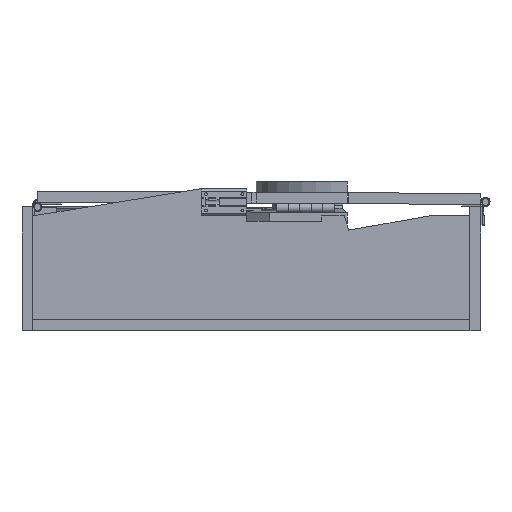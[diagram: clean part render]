
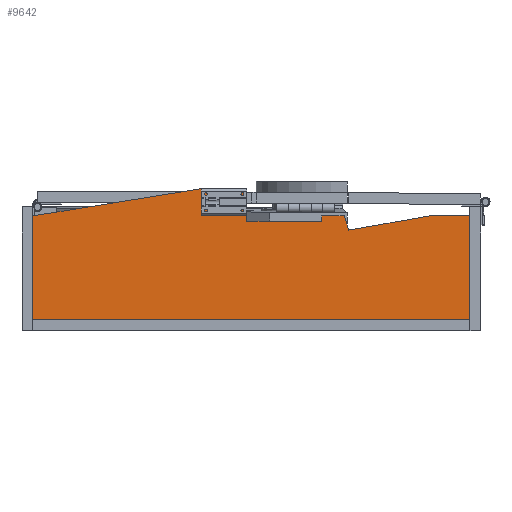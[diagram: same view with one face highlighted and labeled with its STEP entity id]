
A CAD part, front view. The second image highlights one B-rep face of the part: STEP entity #9642.
In plain terms, the highlighted planar face has unit normal (0, -1, 0).
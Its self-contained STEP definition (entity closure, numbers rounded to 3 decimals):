
#868=FACE_OUTER_BOUND('',#1385,.T.);
#1385=EDGE_LOOP('',(#6445,#6446,#6447,#6448,#6449,#6450,#6451,#6452,#6453,
#6454,#6455,#6456,#6457));
#1959=LINE('',#13963,#3007);
#1961=LINE('',#13967,#3009);
#1964=LINE('',#13973,#3012);
#1965=LINE('',#13975,#3013);
#1966=LINE('',#13977,#3014);
#1967=LINE('',#13979,#3015);
#1968=LINE('',#13981,#3016);
#1969=LINE('',#13983,#3017);
#1970=LINE('',#13985,#3018);
#1971=LINE('',#13987,#3019);
#1972=LINE('',#13989,#3020);
#1973=LINE('',#13991,#3021);
#1974=LINE('',#13992,#3022);
#3007=VECTOR('',#11196,10.);
#3009=VECTOR('',#11200,10.);
#3012=VECTOR('',#11205,1.);
#3013=VECTOR('',#11206,10.);
#3014=VECTOR('',#11207,10.);
#3015=VECTOR('',#11208,10.);
#3016=VECTOR('',#11209,10.);
#3017=VECTOR('',#11210,10.);
#3018=VECTOR('',#11211,1.);
#3019=VECTOR('',#11212,1.);
#3020=VECTOR('',#11213,10.);
#3021=VECTOR('',#11214,1.);
#3022=VECTOR('',#11215,10.);
#4055=VERTEX_POINT('',#13960);
#4056=VERTEX_POINT('',#13962);
#4057=VERTEX_POINT('',#13966);
#4059=VERTEX_POINT('',#13972);
#4060=VERTEX_POINT('',#13974);
#4061=VERTEX_POINT('',#13976);
#4062=VERTEX_POINT('',#13978);
#4063=VERTEX_POINT('',#13980);
#4064=VERTEX_POINT('',#13982);
#4065=VERTEX_POINT('',#13984);
#4066=VERTEX_POINT('',#13986);
#4067=VERTEX_POINT('',#13988);
#4068=VERTEX_POINT('',#13990);
#5007=EDGE_CURVE('',#4055,#4056,#1959,.T.);
#5009=EDGE_CURVE('',#4057,#4056,#1961,.T.);
#5012=EDGE_CURVE('',#4055,#4059,#1964,.T.);
#5013=EDGE_CURVE('',#4059,#4060,#1965,.T.);
#5014=EDGE_CURVE('',#4060,#4061,#1966,.T.);
#5015=EDGE_CURVE('',#4061,#4062,#1967,.T.);
#5016=EDGE_CURVE('',#4062,#4063,#1968,.T.);
#5017=EDGE_CURVE('',#4064,#4063,#1969,.T.);
#5018=EDGE_CURVE('',#4064,#4065,#1970,.T.);
#5019=EDGE_CURVE('',#4066,#4065,#1971,.T.);
#5020=EDGE_CURVE('',#4067,#4066,#1972,.T.);
#5021=EDGE_CURVE('',#4067,#4068,#1973,.T.);
#5022=EDGE_CURVE('',#4068,#4057,#1974,.T.);
#6445=ORIENTED_EDGE('',*,*,#5007,.F.);
#6446=ORIENTED_EDGE('',*,*,#5012,.T.);
#6447=ORIENTED_EDGE('',*,*,#5013,.T.);
#6448=ORIENTED_EDGE('',*,*,#5014,.T.);
#6449=ORIENTED_EDGE('',*,*,#5015,.T.);
#6450=ORIENTED_EDGE('',*,*,#5016,.T.);
#6451=ORIENTED_EDGE('',*,*,#5017,.F.);
#6452=ORIENTED_EDGE('',*,*,#5018,.T.);
#6453=ORIENTED_EDGE('',*,*,#5019,.F.);
#6454=ORIENTED_EDGE('',*,*,#5020,.F.);
#6455=ORIENTED_EDGE('',*,*,#5021,.T.);
#6456=ORIENTED_EDGE('',*,*,#5022,.T.);
#6457=ORIENTED_EDGE('',*,*,#5009,.T.);
#9303=PLANE('',#10333);
#9642=ADVANCED_FACE('',(#868),#9303,.T.);
#10333=AXIS2_PLACEMENT_3D('',#13971,#11203,#11204);
#11196=DIRECTION('',(0.307,0.,-0.952));
#11200=DIRECTION('',(0.,0.,1.));
#11203=DIRECTION('center_axis',(0.,-1.,0.));
#11204=DIRECTION('ref_axis',(0.,0.,-1.));
#11205=DIRECTION('',(-1.,0.,0.));
#11206=DIRECTION('',(0.,0.,-1.));
#11207=DIRECTION('',(-1.,0.,0.));
#11208=DIRECTION('',(0.,0.,1.));
#11209=DIRECTION('',(-1.,0.,0.));
#11210=DIRECTION('',(0.987,0.,0.16));
#11211=DIRECTION('',(0.,0.,-1.));
#11212=DIRECTION('',(-1.,0.,0.));
#11213=DIRECTION('',(0.,0.,-1.));
#11214=DIRECTION('',(-1.,0.,0.));
#11215=DIRECTION('',(-0.985,0.,-0.174));
#13960=CARTESIAN_POINT('',(101.765,-329.,112.));
#13962=CARTESIAN_POINT('',(106.765,-329.,96.5));
#13963=CARTESIAN_POINT('',(109.529,-329.,87.93));
#13966=CARTESIAN_POINT('',(106.765,-329.,96.375));
#13967=CARTESIAN_POINT('',(106.765,-329.,112.));
#13971=CARTESIAN_POINT('Origin',(240.,-329.,112.));
#13972=CARTESIAN_POINT('',(77.,-329.,112.));
#13973=CARTESIAN_POINT('',(240.,-329.,112.));
#13974=CARTESIAN_POINT('',(77.,-329.,106.));
#13975=CARTESIAN_POINT('',(77.,-329.,112.));
#13976=CARTESIAN_POINT('',(-5.,-329.,106.));
#13977=CARTESIAN_POINT('',(158.5,-329.,106.));
#13978=CARTESIAN_POINT('',(-5.,-329.,142.));
#13979=CARTESIAN_POINT('',(-5.,-329.,112.));
#13980=CARTESIAN_POINT('',(-55.,-329.,142.));
#13981=CARTESIAN_POINT('',(-5.,-329.,142.));
#13982=CARTESIAN_POINT('',(-240.,-329.,112.));
#13983=CARTESIAN_POINT('',(40.101,-329.,157.422));
#13984=CARTESIAN_POINT('',(-240.,-329.,-2.));
#13985=CARTESIAN_POINT('',(-240.,-329.,112.));
#13986=CARTESIAN_POINT('',(240.,-329.,-2.));
#13987=CARTESIAN_POINT('',(240.,-329.,-2.));
#13988=CARTESIAN_POINT('',(240.,-329.,112.));
#13989=CARTESIAN_POINT('',(240.,-329.,12.));
#13990=CARTESIAN_POINT('',(195.376,-329.,112.));
#13991=CARTESIAN_POINT('',(240.,-329.,112.));
#13992=CARTESIAN_POINT('',(172.71,-329.,108.003));
